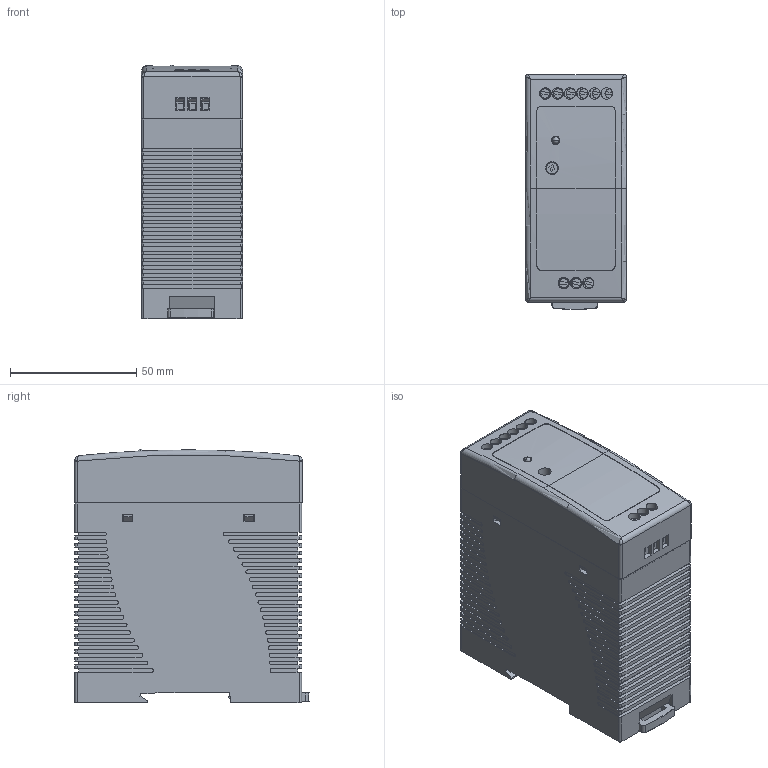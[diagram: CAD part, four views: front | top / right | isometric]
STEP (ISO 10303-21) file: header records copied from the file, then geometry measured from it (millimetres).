
FILE_DESCRIPTION (( 'STEP AP214' ), '1' );
FILE_NAME ('CDKS-40-60W.STEP', '2025-03-04T03:14:29', ( 'China' ), ( 'Home' ), 'SwSTEP 2.0', 'SolidWorks 2019', '' );
FILE_SCHEMA (( 'AUTOMOTIVE_DESIGN' ));
Length unit declared in the file: millimetre
Products named in the file (11): CDKS-40W菁釱; 萇弇ん; 三位端子; 2弇傷赽苤; CDKS-40W奻裔; ledｵﾆ; CDKS-40-60W; 1弇傷赽苤; CDKS-40W縐諶
Assembly tree (14 placements, depth 3):
  CDKS-40-60W
    CDKS-40W菁釱
    CDKS-40W奻裔
    CDKS-40W縐諶
    三位端子
      1弇傷赽苤
      2弇傷赽苤
    三位端子
      1弇傷赽苤
      2弇傷赽苤
    三位端子
      1弇傷赽苤
      2弇傷赽苤
    ledｵﾆ
    萇弇ん
Bounding box: 40 x 92.75 x 100.25 mm (x, y, z)
Volume: 69463.3 mm3; surface area: 79956.9 mm2
Topology: 11 solids, 11 shells, 1426 faces, 4031 edges, 2658 vertices
Faces by surface type: plane 1097, cylinder 303, bspline 14, torus 10, sphere 2
Entity records: 44593 total; most frequent: CARTESIAN_POINT 7051, ORIENTED_EDGE 5778, DIRECTION 5394, EDGE_CURVE 2889, LINE 2324, VECTOR 2324, VERTEX_POINT 1908, AXIS2_PLACEMENT_3D 1535
